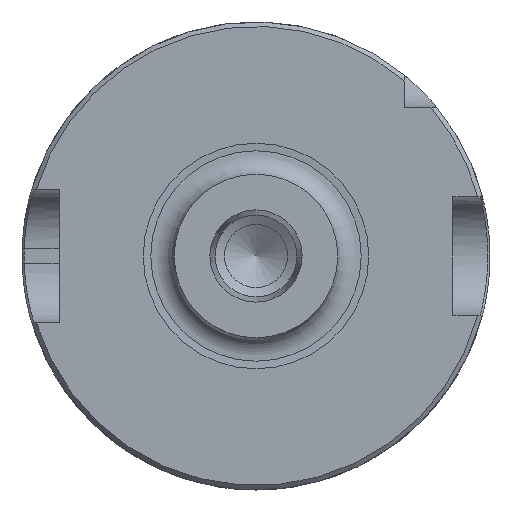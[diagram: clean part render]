
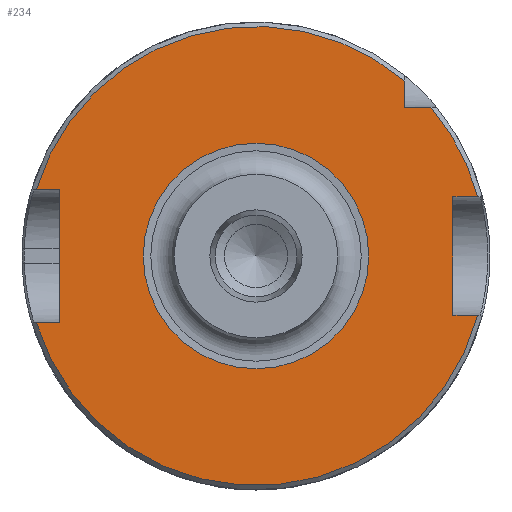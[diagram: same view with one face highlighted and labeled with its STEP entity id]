
A CAD part, left-side view. The second image highlights one B-rep face of the part: STEP entity #234.
In plain terms, the highlighted planar face has unit normal (-1, 0, 0).
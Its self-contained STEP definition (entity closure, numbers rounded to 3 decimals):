
#234=ADVANCED_FACE('',(#364,#365),#329,.F.);
#329=PLANE('',#1537);
#364=FACE_BOUND('',#435,.T.);
#365=FACE_BOUND('',#436,.T.);
#435=EDGE_LOOP('',(#635,#636,#637,#638,#639,#640,#641,#642,#643,#644,#645));
#436=EDGE_LOOP('',(#646));
#564=CIRCLE('',#1533,30.9);
#565=CIRCLE('',#1534,30.9);
#566=CIRCLE('',#1535,30.9);
#567=CIRCLE('',#1536,15.174);
#635=ORIENTED_EDGE('',*,*,#1193,.F.);
#636=ORIENTED_EDGE('',*,*,#1194,.T.);
#637=ORIENTED_EDGE('',*,*,#1195,.F.);
#638=ORIENTED_EDGE('',*,*,#1196,.F.);
#639=ORIENTED_EDGE('',*,*,#1197,.F.);
#640=ORIENTED_EDGE('',*,*,#1198,.T.);
#641=ORIENTED_EDGE('',*,*,#1199,.F.);
#642=ORIENTED_EDGE('',*,*,#1200,.F.);
#643=ORIENTED_EDGE('',*,*,#1201,.F.);
#644=ORIENTED_EDGE('',*,*,#1202,.T.);
#645=ORIENTED_EDGE('',*,*,#1203,.F.);
#646=ORIENTED_EDGE('',*,*,#1204,.F.);
#1045=VERTEX_POINT('',#2091);
#1046=VERTEX_POINT('',#2092);
#1047=VERTEX_POINT('',#2094);
#1048=VERTEX_POINT('',#2096);
#1049=VERTEX_POINT('',#2098);
#1050=VERTEX_POINT('',#2100);
#1051=VERTEX_POINT('',#2102);
#1052=VERTEX_POINT('',#2104);
#1053=VERTEX_POINT('',#2106);
#1054=VERTEX_POINT('',#2108);
#1055=VERTEX_POINT('',#2110);
#1056=VERTEX_POINT('',#2113);
#1193=EDGE_CURVE('',#1045,#1046,#1398,.T.);
#1194=EDGE_CURVE('',#1045,#1047,#564,.T.);
#1195=EDGE_CURVE('',#1048,#1047,#1399,.T.);
#1196=EDGE_CURVE('',#1049,#1048,#1400,.T.);
#1197=EDGE_CURVE('',#1050,#1049,#1401,.T.);
#1198=EDGE_CURVE('',#1050,#1051,#565,.T.);
#1199=EDGE_CURVE('',#1052,#1051,#1402,.T.);
#1200=EDGE_CURVE('',#1053,#1052,#1403,.T.);
#1201=EDGE_CURVE('',#1054,#1053,#1404,.T.);
#1202=EDGE_CURVE('',#1054,#1055,#566,.T.);
#1203=EDGE_CURVE('',#1046,#1055,#1405,.T.);
#1204=EDGE_CURVE('',#1056,#1056,#567,.T.);
#1398=LINE('',#2090,#1460);
#1399=LINE('',#2095,#1461);
#1400=LINE('',#2097,#1462);
#1401=LINE('',#2099,#1463);
#1402=LINE('',#2103,#1464);
#1403=LINE('',#2105,#1465);
#1404=LINE('',#2107,#1466);
#1405=LINE('',#2111,#1467);
#1460=VECTOR('',#1700,1.);
#1461=VECTOR('',#1703,1.);
#1462=VECTOR('',#1704,1.);
#1463=VECTOR('',#1705,1.);
#1464=VECTOR('',#1708,1.);
#1465=VECTOR('',#1709,1.);
#1466=VECTOR('',#1710,1.);
#1467=VECTOR('',#1713,1.);
#1533=AXIS2_PLACEMENT_3D('',#2093,#1701,#1702);
#1534=AXIS2_PLACEMENT_3D('',#2101,#1706,#1707);
#1535=AXIS2_PLACEMENT_3D('',#2109,#1711,#1712);
#1536=AXIS2_PLACEMENT_3D('',#2112,#1714,#1715);
#1537=AXIS2_PLACEMENT_3D('',#2114,#1716,#1717);
#1700=DIRECTION('',(0.,0.,-1.));
#1701=DIRECTION('',(-1.,0.,0.));
#1702=DIRECTION('',(0.,0.,-1.));
#1703=DIRECTION('',(0.,1.,0.));
#1704=DIRECTION('',(0.,0.,1.));
#1705=DIRECTION('',(0.,-1.,0.));
#1706=DIRECTION('',(-1.,0.,0.));
#1707=DIRECTION('',(0.,0.,-1.));
#1708=DIRECTION('',(0.,-1.,0.));
#1709=DIRECTION('',(0.,0.,-1.));
#1710=DIRECTION('',(0.,1.,0.));
#1711=DIRECTION('',(-1.,0.,0.));
#1712=DIRECTION('',(0.,0.,-1.));
#1713=DIRECTION('',(0.,-1.,0.));
#1714=DIRECTION('',(-1.,0.,0.));
#1715=DIRECTION('',(0.,0.,1.));
#1716=DIRECTION('',(1.,0.,0.));
#1717=DIRECTION('',(0.,0.,-1.));
#2090=CARTESIAN_POINT('',(64.,-20.,28.));
#2091=CARTESIAN_POINT('',(64.,-20.,23.554));
#2092=CARTESIAN_POINT('',(64.,-20.,20.));
#2093=CARTESIAN_POINT('',(64.,0.,0.));
#2094=CARTESIAN_POINT('',(64.,29.56,9.));
#2095=CARTESIAN_POINT('',(64.,35.75,9.));
#2096=CARTESIAN_POINT('',(64.,26.5,9.));
#2097=CARTESIAN_POINT('',(64.,26.5,-1.));
#2098=CARTESIAN_POINT('',(64.,26.5,-9.));
#2099=CARTESIAN_POINT('',(64.,35.75,-9.));
#2100=CARTESIAN_POINT('',(64.,29.56,-9.));
#2101=CARTESIAN_POINT('',(64.,0.,0.));
#2102=CARTESIAN_POINT('',(64.,-29.846,-8.));
#2103=CARTESIAN_POINT('',(64.,-35.75,-8.));
#2104=CARTESIAN_POINT('',(64.,-26.5,-8.));
#2105=CARTESIAN_POINT('',(64.,-26.5,0.));
#2106=CARTESIAN_POINT('',(64.,-26.5,8.));
#2107=CARTESIAN_POINT('',(64.,-35.75,8.));
#2108=CARTESIAN_POINT('',(64.,-29.846,8.));
#2109=CARTESIAN_POINT('',(64.,0.,0.));
#2110=CARTESIAN_POINT('',(64.,-23.554,20.));
#2111=CARTESIAN_POINT('',(64.,-35.75,20.));
#2112=CARTESIAN_POINT('',(64.,0.,0.));
#2113=CARTESIAN_POINT('',(64.,0.,15.174));
#2114=CARTESIAN_POINT('',(64.,0.,27.55));
